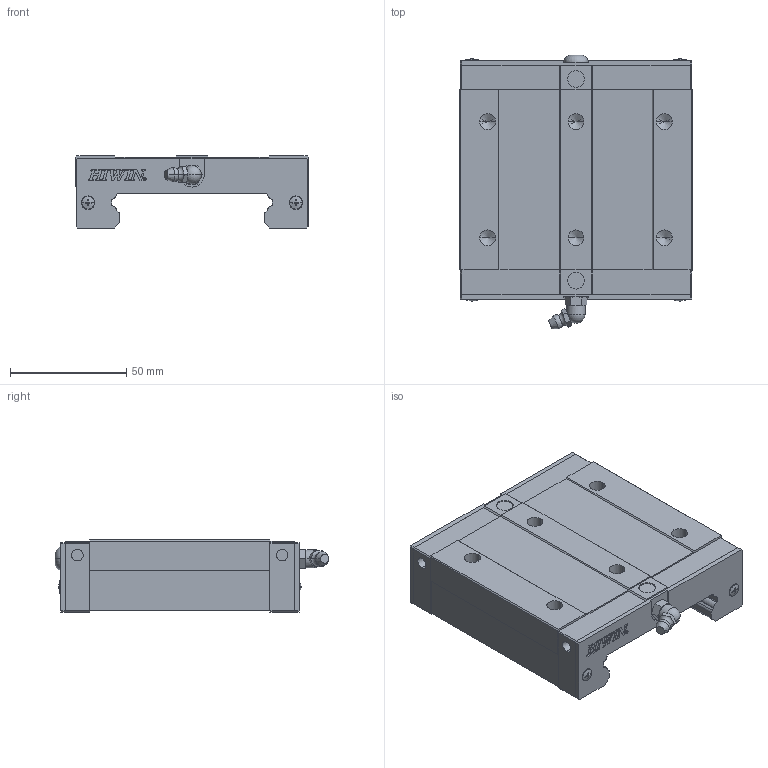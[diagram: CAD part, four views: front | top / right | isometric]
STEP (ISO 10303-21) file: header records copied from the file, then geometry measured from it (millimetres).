
FILE_DESCRIPTION(('no description'),'unknown implementation level');
FILE_NAME('WEH35CA_Z0_H_SS_FILE_4.stp',' ',('HIWIN GmbH'),('CADClick - KiM GmbH - www.kimweb.de'),'unknown preprocess','ACIS','unknown authorization');
FILE_SCHEMA(('automotive_design'));
Length unit declared in the file: millimetre
Products named in the file (1): WEH35CA Z0 H SS_FILE
Bounding box: 100 x 117.71 x 31 mm (x, y, z)
Volume: 208580 mm3; surface area: 36954.9 mm2
Topology: 1 solids, 5 shells, 644 faces, 1738 edges, 1132 vertices
Faces by surface type: plane 424, cylinder 150, cone 50, torus 18, sphere 2
Entity records: 39672 total; most frequent: CARTESIAN_POINT 4069, STYLED_ITEM 3501, PRESENTATION_STYLE_ASSIGNMENT 3501, COLOUR_RGB 3501, ORIENTED_EDGE 3448, DIRECTION 3262, EDGE_CURVE 1724, CURVE_STYLE 1724
